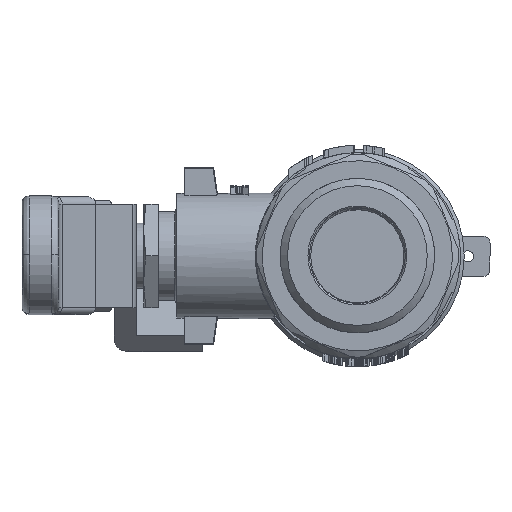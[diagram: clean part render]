
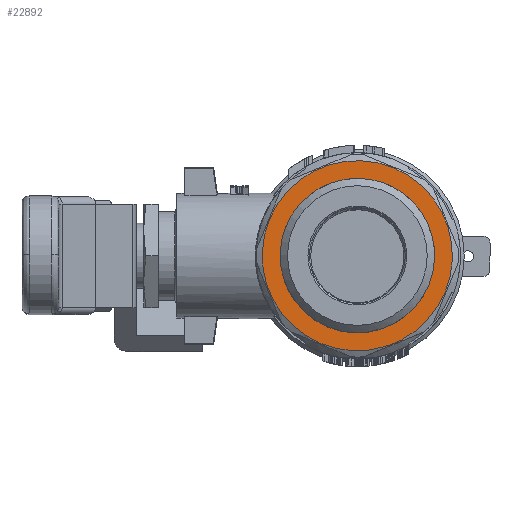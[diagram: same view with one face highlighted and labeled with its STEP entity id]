
A CAD part, top view. The second image highlights one B-rep face of the part: STEP entity #22892.
In plain terms, the highlighted planar face has unit normal (0, 0, 1).
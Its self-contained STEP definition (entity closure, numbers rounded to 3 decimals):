
#2206=CIRCLE('',#33696,12.9);
#2207=CIRCLE('',#33698,10.478);
#8712=ORIENTED_EDGE('',*,*,#12415,.T.);
#8713=ORIENTED_EDGE('',*,*,#12416,.F.);
#12415=EDGE_CURVE('',#14775,#14775,#2206,.T.);
#12416=EDGE_CURVE('',#14776,#14776,#2207,.T.);
#14775=VERTEX_POINT('',#50929);
#14776=VERTEX_POINT('',#50932);
#19081=EDGE_LOOP('',(#8712));
#19082=EDGE_LOOP('',(#8713));
#20502=FACE_BOUND('',#19081,.T.);
#20503=FACE_BOUND('',#19082,.T.);
#21684=PLANE('',#33697);
#22892=ADVANCED_FACE('',(#20502,#20503),#21684,.T.);
#33696=AXIS2_PLACEMENT_3D('',#50928,#41173,#41174);
#33697=AXIS2_PLACEMENT_3D('',#50930,#41175,#41176);
#33698=AXIS2_PLACEMENT_3D('',#50931,#41177,#41178);
#41173=DIRECTION('',(0.,0.,1.));
#41174=DIRECTION('',(0.924,-0.383,0.));
#41175=DIRECTION('',(0.,0.,1.));
#41176=DIRECTION('',(1.,0.,0.));
#41177=DIRECTION('',(0.,0.,1.));
#41178=DIRECTION('',(0.924,-0.383,0.));
#50928=CARTESIAN_POINT('',(-3.5,0.,5.5));
#50929=CARTESIAN_POINT('',(8.418,-4.937,5.5));
#50930=CARTESIAN_POINT('',(1.334,11.296,5.5));
#50931=CARTESIAN_POINT('',(-3.5,0.,5.5));
#50932=CARTESIAN_POINT('',(6.18,-4.01,5.5));
